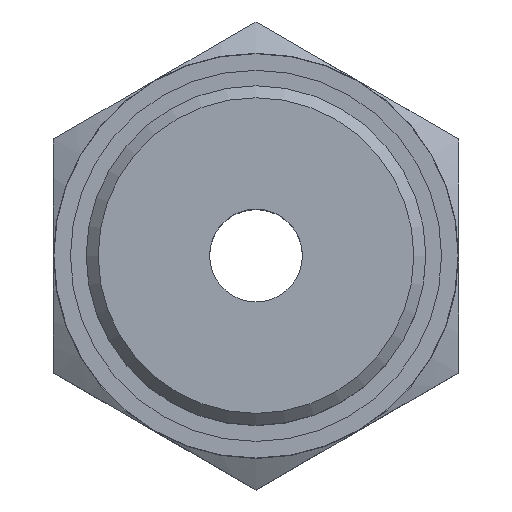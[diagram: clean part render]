
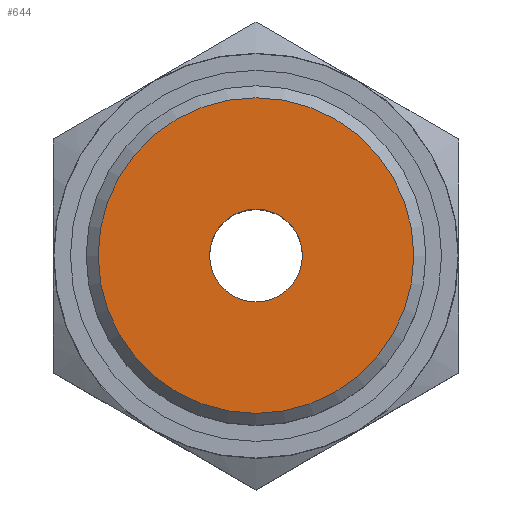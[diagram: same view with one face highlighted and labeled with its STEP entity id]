
A CAD part, top view. The second image highlights one B-rep face of the part: STEP entity #644.
In plain terms, the highlighted planar face has unit normal (0, 0, 1).
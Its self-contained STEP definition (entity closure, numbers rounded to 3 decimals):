
#38=PLANE('',#693);
#60=CIRCLE('',#691,19.476);
#62=CIRCLE('',#694,5.723);
#107=ORIENTED_EDGE('',*,*,#217,.T.);
#108=ORIENTED_EDGE('',*,*,#215,.F.);
#215=EDGE_CURVE('',#262,#262,#60,.T.);
#217=EDGE_CURVE('',#264,#264,#62,.T.);
#262=VERTEX_POINT('',#980);
#264=VERTEX_POINT('',#985);
#313=EDGE_LOOP('',(#107));
#314=EDGE_LOOP('',(#108));
#359=FACE_BOUND('',#313,.T.);
#360=FACE_BOUND('',#314,.T.);
#644=ADVANCED_FACE('',(#359,#360),#38,.T.);
#691=AXIS2_PLACEMENT_3D('',#979,#771,#772);
#693=AXIS2_PLACEMENT_3D('',#983,#775,#776);
#694=AXIS2_PLACEMENT_3D('',#984,#777,#778);
#771=DIRECTION('',(0.,0.,-1.));
#772=DIRECTION('',(-1.,0.,0.));
#775=DIRECTION('',(0.,0.,1.));
#776=DIRECTION('',(1.,0.,0.));
#777=DIRECTION('',(0.,0.,-1.));
#778=DIRECTION('',(-1.,0.,0.));
#979=CARTESIAN_POINT('',(0.,0.,20.));
#980=CARTESIAN_POINT('',(-19.476,0.,20.));
#983=CARTESIAN_POINT('',(0.,19.476,20.));
#984=CARTESIAN_POINT('',(0.,0.,20.));
#985=CARTESIAN_POINT('',(-5.723,0.,20.));
